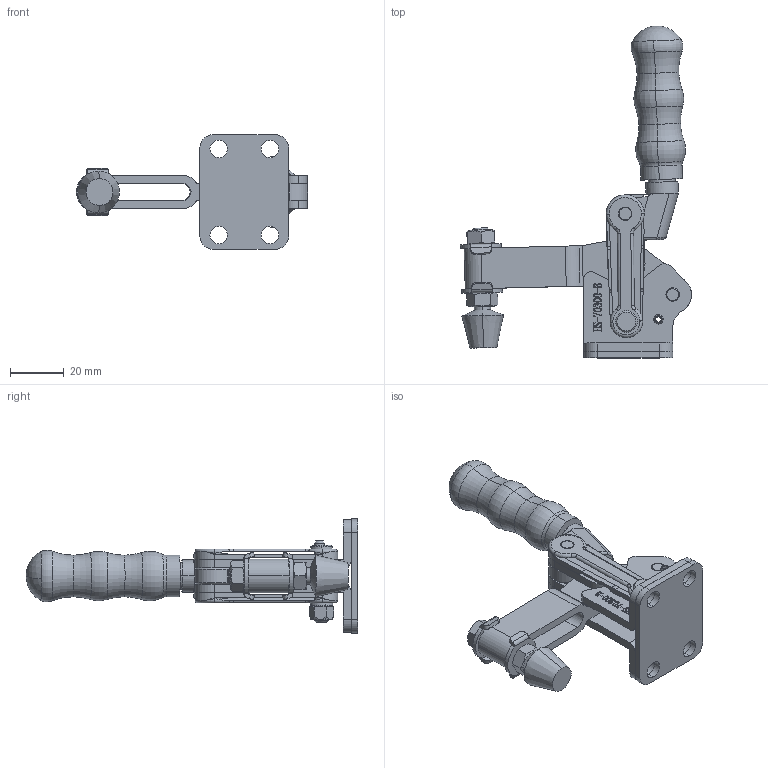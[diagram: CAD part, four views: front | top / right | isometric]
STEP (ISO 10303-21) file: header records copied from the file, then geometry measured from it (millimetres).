
FILE_DESCRIPTION (( 'STEP AP203' ), '1' );
FILE_NAME ('HS-70300-B.STEP', '2019-08-27T12:51:22', ( '微软用户' ), ( '微软中国' ), 'SwSTEP 2.0', 'SolidWorks 2012', '' );
FILE_SCHEMA (( 'CONFIG_CONTROL_DESIGN' ));
Length unit declared in the file: millimetre
Products named in the file (17): HS-70300-B; hex nuts, style 1-grades ab gb_GB_FASTENER_NUT_SNAB1 M6-N; FS-064410; FW-141; prevailing torque hex nuts 1-fine pitch gb_GB_HEXAGON_LOCK_TYPE2 M5-N; curved single coil spring lock washers gb_GB_FASTENER_WASHER_CSLW 5; T倛种; spring pin slotted heavy duty1 gb_GB_PARALLEL_PINS_TYPE6 3.5X26; 种2; 种1; 路杶; 揤旋; 忒梟; 忒參; 蟀裝; す菁; 菁釱1
Assembly tree (21 placements, depth 2):
  HS-70300-B
    菁釱1
    す菁
    蟀裝  x2
    忒參
    忒梟
    揤旋
    路杶  x2
    种1  x2
    种2
    spring pin slotted heavy duty1 gb_GB_PARALLEL_PINS_TYPE6 3.5X26
    T倛种
    curved single coil spring lock washers gb_GB_FASTENER_WASHER_CSLW 5
    prevailing torque hex nuts 1-fine pitch gb_GB_HEXAGON_LOCK_TYPE2 M5-N
    FW-141  x2
    FS-064410
    hex nuts, style 1-grades ab gb_GB_FASTENER_NUT_SNAB1 M6-N  x2
Bounding box: 85.83 x 123.26 x 42.5 mm (x, y, z)
Volume: 47902.9 mm3; surface area: 35189.5 mm2
Topology: 22 solids, 22 shells, 793 faces, 2060 edges, 1345 vertices
Faces by surface type: plane 346, cylinder 183, bspline 151, cone 71, torus 38, sphere 4
Entity records: 32095 total; most frequent: CARTESIAN_POINT 13170, ORIENTED_EDGE 3754, DIRECTION 3114, EDGE_CURVE 1877, VERTEX_POINT 1230, LINE 1062, VECTOR 1062, AXIS2_PLACEMENT_3D 1026
